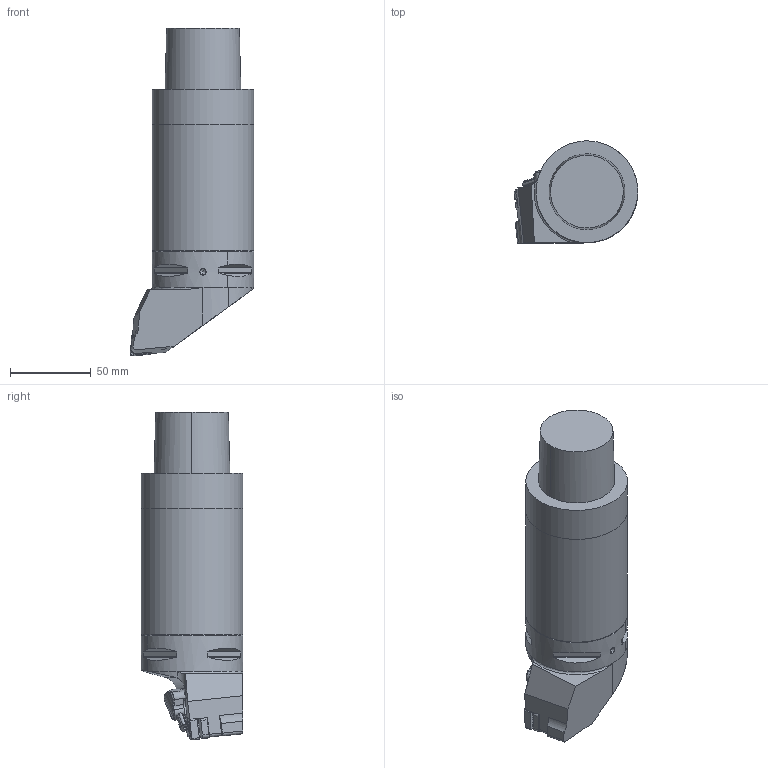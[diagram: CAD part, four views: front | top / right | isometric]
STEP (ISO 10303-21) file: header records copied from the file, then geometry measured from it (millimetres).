
FILE_DESCRIPTION(('Open CASCADE Model'),'2;1');
FILE_NAME('Open CASCADE Shape Model','2023-09-05T08:15:37',('Author'),( 'Open CASCADE'),'Open CASCADE STEP processor 7.7','Open CASCADE 7.7' ,'Unknown');
FILE_SCHEMA(('AUTOMOTIVE_DESIGN { 1 0 10303 214 1 1 1 1 }'));
Length unit declared in the file: millimetre
Products named in the file (5): Open CASCADE STEP translator 7.7 40; C6-391.01-63 100A_LWT.STP; C6 PCLNR-45065-12X-JHP_LWT.STP; CNMG 120408-M3M_LWT.STP; 
\NPA\\5569183_CNMG 432-M3M (CNMG 120408-M3M
Assembly tree (4 placements, depth 2):
  Open CASCADE STEP translator 7.7 40
    C6-391.01-63 100A_LWT.STP
    C6 PCLNR-45065-12X-JHP_LWT.STP
    CNMG 120408-M3M_LWT.STP
    
\NPA\\5569183_CNMG 432-M3M (CNMG 120408-M3M
Bounding box: 76.58 x 62.99 x 203.08 mm (x, y, z)
Volume: 488749.2 mm3; surface area: 63277.4 mm2
Topology: 3 solids, 3 shells, 353 faces, 972 edges, 638 vertices
Faces by surface type: plane 103, extrusion 100, cylinder 83, bspline 30, cone 25, torus 8, revolution 4
Entity records: 19066 total; most frequent: CARTESIAN_POINT 9007, ORIENTED_EDGE 1936, DIRECTION 1147, EDGE_CURVE 968, VERTEX_POINT 638, B_SPLINE_CURVE_WITH_KNOTS 564, VECTOR 505, LINE 405
